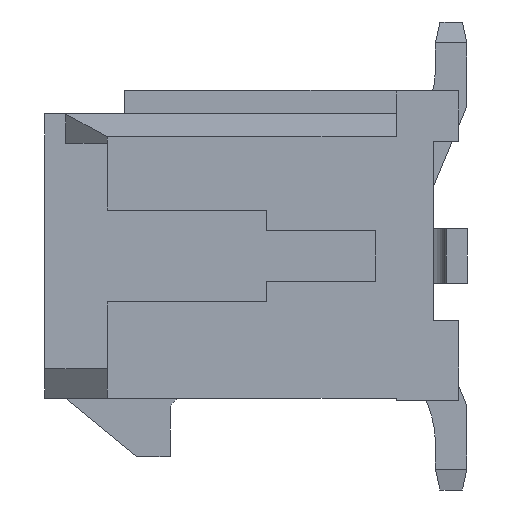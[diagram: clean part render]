
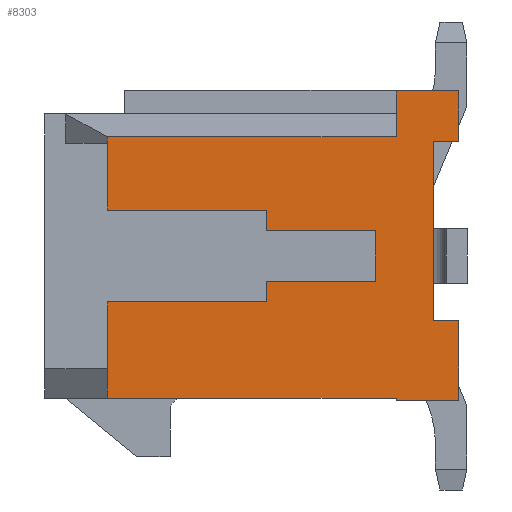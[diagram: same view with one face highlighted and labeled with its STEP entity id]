
A CAD part, left-side view. The second image highlights one B-rep face of the part: STEP entity #8303.
In plain terms, the highlighted planar face has unit normal (-1, 0, 0).
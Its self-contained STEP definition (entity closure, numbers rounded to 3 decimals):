
#1=DIRECTION('',(0.,-1.,0.));
#2=VECTOR('',#1,6.91);
#3=CARTESIAN_POINT('',(-10.825,8.41,-3.4));
#4=LINE('',#3,#2);
#41=DIRECTION('',(0.,0.,-1.));
#42=VECTOR('',#41,1.9);
#43=CARTESIAN_POINT('',(-10.825,0.,-1.55));
#44=LINE('',#43,#42);
#45=DIRECTION('',(0.,0.,1.));
#46=VECTOR('',#45,0.7);
#47=CARTESIAN_POINT('',(-10.825,8.41,-3.4));
#48=LINE('',#47,#46);
#49=DIRECTION('',(0.,0.,-1.));
#50=VECTOR('',#49,1.6);
#51=CARTESIAN_POINT('',(-10.825,8.41,-1.1));
#52=LINE('',#51,#50);
#53=DIRECTION('',(0.,-1.,0.));
#54=VECTOR('',#53,3.8);
#55=CARTESIAN_POINT('',(-10.825,8.41,-1.1));
#56=LINE('',#55,#54);
#57=DIRECTION('',(0.,0.,-1.));
#58=VECTOR('',#57,0.5);
#59=CARTESIAN_POINT('',(-10.825,4.61,-0.6));
#60=LINE('',#59,#58);
#61=DIRECTION('',(0.,1.,0.));
#62=VECTOR('',#61,2.61);
#63=CARTESIAN_POINT('',(-10.825,2.,-0.6));
#64=LINE('',#63,#62);
#65=DIRECTION('',(0.,0.,-1.));
#66=VECTOR('',#65,1.2);
#67=CARTESIAN_POINT('',(-10.825,2.,0.6));
#68=LINE('',#67,#66);
#69=DIRECTION('',(0.,-1.,0.));
#70=VECTOR('',#69,2.61);
#71=CARTESIAN_POINT('',(-10.825,4.61,0.6));
#72=LINE('',#71,#70);
#73=DIRECTION('',(0.,0.,-1.));
#74=VECTOR('',#73,0.5);
#75=CARTESIAN_POINT('',(-10.825,4.61,1.1));
#76=LINE('',#75,#74);
#77=DIRECTION('',(0.,-1.,0.));
#78=VECTOR('',#77,3.8);
#79=CARTESIAN_POINT('',(-10.825,8.41,1.1));
#80=LINE('',#79,#78);
#81=DIRECTION('',(0.,0.,-1.));
#82=VECTOR('',#81,1.6);
#83=CARTESIAN_POINT('',(-10.825,8.41,2.7));
#84=LINE('',#83,#82);
#85=DIRECTION('',(0.,0.,1.));
#86=VECTOR('',#85,0.15);
#87=CARTESIAN_POINT('',(-10.825,8.41,2.7));
#88=LINE('',#87,#86);
#89=DIRECTION('',(0.,-1.,0.));
#90=VECTOR('',#89,6.91);
#91=CARTESIAN_POINT('',(-10.825,8.41,2.85));
#92=LINE('',#91,#90);
#93=DIRECTION('',(0.,0.,-1.));
#94=VECTOR('',#93,1.2);
#95=CARTESIAN_POINT('',(-10.825,0.,3.95));
#96=LINE('',#95,#94);
#97=DIRECTION('',(0.,1.,0.));
#98=VECTOR('',#97,0.6);
#99=CARTESIAN_POINT('',(-10.825,0.,2.75));
#100=LINE('',#99,#98);
#101=DIRECTION('',(0.,-1.,0.));
#102=VECTOR('',#101,0.6);
#103=CARTESIAN_POINT('',(-10.825,0.6,-1.55));
#104=LINE('',#103,#102);
#693=DIRECTION('',(0.,0.,1.));
#694=VECTOR('',#693,4.3);
#695=CARTESIAN_POINT('',(-10.825,0.6,-1.55));
#696=LINE('',#695,#694);
#2693=DIRECTION('',(0.,1.,0.));
#2694=VECTOR('',#2693,1.5);
#2695=CARTESIAN_POINT('',(-10.825,0.,-3.45));
#2696=LINE('',#2695,#2694);
#2721=DIRECTION('',(0.,0.,-1.));
#2722=VECTOR('',#2721,0.05);
#2723=CARTESIAN_POINT('',(-10.825,1.5,-3.4));
#2724=LINE('',#2723,#2722);
#2821=DIRECTION('',(0.,-1.,0.));
#2822=VECTOR('',#2821,1.5);
#2823=CARTESIAN_POINT('',(-10.825,1.5,3.95));
#2824=LINE('',#2823,#2822);
#3205=DIRECTION('',(0.,0.,-1.));
#3206=VECTOR('',#3205,1.1);
#3207=CARTESIAN_POINT('',(-10.825,1.5,3.95));
#3208=LINE('',#3207,#3206);
#6231=CARTESIAN_POINT('',(-10.825,8.41,-3.4));
#6233=VERTEX_POINT('',#6231);
#6391=CARTESIAN_POINT('',(-10.825,0.,2.75));
#6392=CARTESIAN_POINT('',(-10.825,0.6,2.75));
#6393=VERTEX_POINT('',#6391);
#6394=VERTEX_POINT('',#6392);
#6569=CARTESIAN_POINT('',(-10.825,0.,3.95));
#6571=VERTEX_POINT('',#6569);
#6577=CARTESIAN_POINT('',(-10.825,1.5,3.95));
#6578=VERTEX_POINT('',#6577);
#6587=CARTESIAN_POINT('',(-10.825,1.5,2.85));
#6589=VERTEX_POINT('',#6587);
#6593=CARTESIAN_POINT('',(-10.825,8.41,2.85));
#6594=VERTEX_POINT('',#6593);
#6604=CARTESIAN_POINT('',(-10.825,0.,-1.55));
#6606=VERTEX_POINT('',#6604);
#6615=CARTESIAN_POINT('',(-10.825,0.6,-1.55));
#6616=VERTEX_POINT('',#6615);
#6629=CARTESIAN_POINT('',(-10.825,1.5,-3.45));
#6631=VERTEX_POINT('',#6629);
#6635=CARTESIAN_POINT('',(-10.825,0.,-3.45));
#6636=VERTEX_POINT('',#6635);
#6653=CARTESIAN_POINT('',(-10.825,1.5,-3.4));
#6654=VERTEX_POINT('',#6653);
#6833=CARTESIAN_POINT('',(-10.825,8.41,-1.1));
#6834=VERTEX_POINT('',#6833);
#6835=CARTESIAN_POINT('',(-10.825,8.41,-2.7));
#6836=VERTEX_POINT('',#6835);
#6837=CARTESIAN_POINT('',(-10.825,8.41,2.7));
#6839=VERTEX_POINT('',#6837);
#6841=CARTESIAN_POINT('',(-10.825,8.41,1.1));
#6842=VERTEX_POINT('',#6841);
#6843=CARTESIAN_POINT('',(-10.825,4.61,1.1));
#6844=VERTEX_POINT('',#6843);
#6845=CARTESIAN_POINT('',(-10.825,4.61,0.6));
#6846=VERTEX_POINT('',#6845);
#6847=CARTESIAN_POINT('',(-10.825,2.,0.6));
#6848=VERTEX_POINT('',#6847);
#6849=CARTESIAN_POINT('',(-10.825,2.,-0.6));
#6850=VERTEX_POINT('',#6849);
#6851=CARTESIAN_POINT('',(-10.825,4.61,-0.6));
#6852=VERTEX_POINT('',#6851);
#6853=CARTESIAN_POINT('',(-10.825,4.61,-1.1));
#6854=VERTEX_POINT('',#6853);
#8253=CARTESIAN_POINT('',(-10.825,9.91,-3.4));
#8254=DIRECTION('',(-1.,0.,0.));
#8255=DIRECTION('',(0.,-1.,0.));
#8256=AXIS2_PLACEMENT_3D('',#8253,#8254,#8255);
#8257=PLANE('',#8256);
#8259=ORIENTED_EDGE('',*,*,#8258,.T.);
#8261=ORIENTED_EDGE('',*,*,#8260,.T.);
#8263=ORIENTED_EDGE('',*,*,#8262,.F.);
#8264=ORIENTED_EDGE('',*,*,#8224,.F.);
#8266=ORIENTED_EDGE('',*,*,#8265,.T.);
#8268=ORIENTED_EDGE('',*,*,#8267,.F.);
#8270=ORIENTED_EDGE('',*,*,#8269,.T.);
#8272=ORIENTED_EDGE('',*,*,#8271,.F.);
#8274=ORIENTED_EDGE('',*,*,#8273,.F.);
#8276=ORIENTED_EDGE('',*,*,#8275,.F.);
#8278=ORIENTED_EDGE('',*,*,#8277,.F.);
#8280=ORIENTED_EDGE('',*,*,#8279,.F.);
#8282=ORIENTED_EDGE('',*,*,#8281,.F.);
#8284=ORIENTED_EDGE('',*,*,#8283,.F.);
#8286=ORIENTED_EDGE('',*,*,#8285,.T.);
#8288=ORIENTED_EDGE('',*,*,#8287,.T.);
#8290=ORIENTED_EDGE('',*,*,#8289,.F.);
#8292=ORIENTED_EDGE('',*,*,#8291,.T.);
#8294=ORIENTED_EDGE('',*,*,#8293,.T.);
#8296=ORIENTED_EDGE('',*,*,#8295,.T.);
#8298=ORIENTED_EDGE('',*,*,#8297,.F.);
#8300=ORIENTED_EDGE('',*,*,#8299,.T.);
#8301=EDGE_LOOP('',(#8259,#8261,#8263,#8264,#8266,#8268,#8270,#8272,#8274,#8276,
#8278,#8280,#8282,#8284,#8286,#8288,#8290,#8292,#8294,#8296,#8298,#8300));
#8302=FACE_OUTER_BOUND('',#8301,.F.);
#8224=EDGE_CURVE('',#6233,#6654,#4,.T.);
#8258=EDGE_CURVE('',#6606,#6636,#44,.T.);
#8260=EDGE_CURVE('',#6636,#6631,#2696,.T.);
#8262=EDGE_CURVE('',#6654,#6631,#2724,.T.);
#8265=EDGE_CURVE('',#6233,#6836,#48,.T.);
#8267=EDGE_CURVE('',#6834,#6836,#52,.T.);
#8269=EDGE_CURVE('',#6834,#6854,#56,.T.);
#8271=EDGE_CURVE('',#6852,#6854,#60,.T.);
#8273=EDGE_CURVE('',#6850,#6852,#64,.T.);
#8275=EDGE_CURVE('',#6848,#6850,#68,.T.);
#8277=EDGE_CURVE('',#6846,#6848,#72,.T.);
#8279=EDGE_CURVE('',#6844,#6846,#76,.T.);
#8281=EDGE_CURVE('',#6842,#6844,#80,.T.);
#8283=EDGE_CURVE('',#6839,#6842,#84,.T.);
#8285=EDGE_CURVE('',#6839,#6594,#88,.T.);
#8287=EDGE_CURVE('',#6594,#6589,#92,.T.);
#8289=EDGE_CURVE('',#6578,#6589,#3208,.T.);
#8291=EDGE_CURVE('',#6578,#6571,#2824,.T.);
#8293=EDGE_CURVE('',#6571,#6393,#96,.T.);
#8295=EDGE_CURVE('',#6393,#6394,#100,.T.);
#8297=EDGE_CURVE('',#6616,#6394,#696,.T.);
#8299=EDGE_CURVE('',#6616,#6606,#104,.T.);
#8303=ADVANCED_FACE('',(#8302),#8257,.T.);
